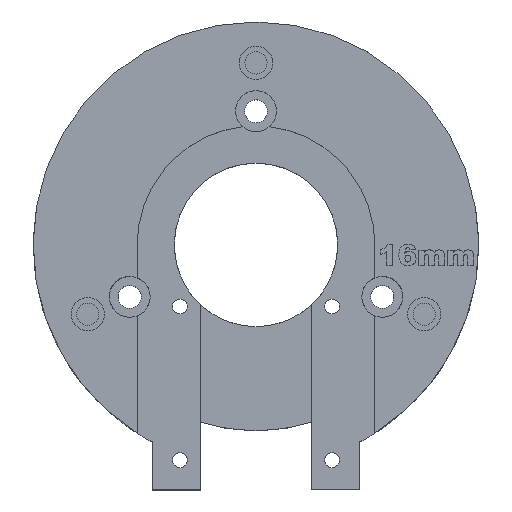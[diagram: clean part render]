
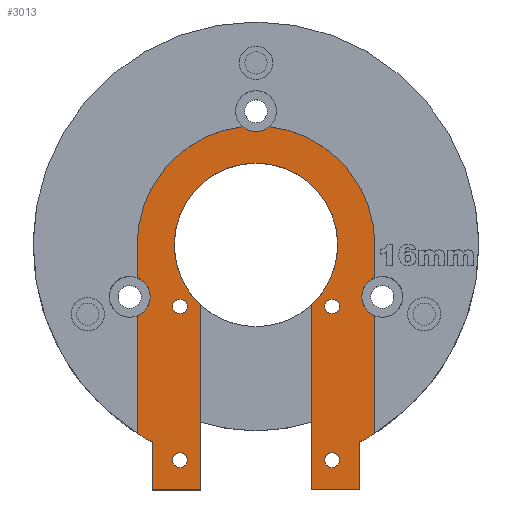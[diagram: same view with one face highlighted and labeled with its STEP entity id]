
A CAD part, top view. The second image highlights one B-rep face of the part: STEP entity #3013.
In plain terms, the highlighted planar face has unit normal (0, 0, 1).
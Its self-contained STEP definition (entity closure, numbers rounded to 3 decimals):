
#313=LINE('',#5749,#544);
#315=LINE('',#5753,#546);
#317=LINE('',#5757,#548);
#319=LINE('',#5761,#550);
#321=LINE('',#5765,#552);
#322=LINE('',#5767,#553);
#323=LINE('',#5769,#554);
#324=LINE('',#5773,#555);
#325=LINE('',#5775,#556);
#326=LINE('',#5776,#557);
#544=VECTOR('',#3655,10.);
#546=VECTOR('',#3659,10.);
#548=VECTOR('',#3663,10.);
#550=VECTOR('',#3667,10.);
#552=VECTOR('',#3671,10.);
#553=VECTOR('',#3672,10.);
#554=VECTOR('',#3673,10.);
#555=VECTOR('',#3676,10.);
#556=VECTOR('',#3677,10.);
#557=VECTOR('',#3678,10.);
#732=FACE_BOUND('',#1063,.T.);
#733=FACE_BOUND('',#1064,.T.);
#734=FACE_BOUND('',#1065,.T.);
#735=FACE_BOUND('',#1066,.T.);
#880=FACE_OUTER_BOUND('',#1062,.T.);
#1062=EDGE_LOOP('',(#2663,#2664,#2665,#2666,#2667,#2668,#2669,#2670,#2671,
#2672,#2673,#2674,#2675,#2676,#2677,#2678,#2679,#2680));
#1063=EDGE_LOOP('',(#2681));
#1064=EDGE_LOOP('',(#2682));
#1065=EDGE_LOOP('',(#2683));
#1066=EDGE_LOOP('',(#2684));
#1144=CIRCLE('',#3128,30.);
#1147=CIRCLE('',#3136,30.);
#1157=CIRCLE('',#3159,16.);
#1158=CIRCLE('',#3161,16.);
#1159=CIRCLE('',#3167,11.);
#1160=CIRCLE('',#3168,2.75);
#1161=CIRCLE('',#3169,2.75);
#1162=CIRCLE('',#3170,2.75);
#1163=CIRCLE('',#3171,1.);
#1164=CIRCLE('',#3172,1.);
#1165=CIRCLE('',#3173,1.);
#1166=CIRCLE('',#3174,1.);
#1430=VERTEX_POINT('',#5678);
#1431=VERTEX_POINT('',#5680);
#1433=VERTEX_POINT('',#5694);
#1434=VERTEX_POINT('',#5696);
#1444=VERTEX_POINT('',#5736);
#1445=VERTEX_POINT('',#5737);
#1446=VERTEX_POINT('',#5742);
#1447=VERTEX_POINT('',#5743);
#1448=VERTEX_POINT('',#5748);
#1449=VERTEX_POINT('',#5752);
#1450=VERTEX_POINT('',#5756);
#1451=VERTEX_POINT('',#5760);
#1452=VERTEX_POINT('',#5764);
#1453=VERTEX_POINT('',#5766);
#1454=VERTEX_POINT('',#5768);
#1455=VERTEX_POINT('',#5770);
#1456=VERTEX_POINT('',#5772);
#1457=VERTEX_POINT('',#5774);
#1458=VERTEX_POINT('',#5780);
#1459=VERTEX_POINT('',#5782);
#1460=VERTEX_POINT('',#5784);
#1461=VERTEX_POINT('',#5786);
#1831=EDGE_CURVE('',#1431,#1430,#1144,.T.);
#1839=EDGE_CURVE('',#1434,#1433,#1147,.T.);
#1856=EDGE_CURVE('',#1444,#1445,#1157,.T.);
#1859=EDGE_CURVE('',#1446,#1447,#1158,.T.);
#1862=EDGE_CURVE('',#1447,#1448,#313,.T.);
#1864=EDGE_CURVE('',#1449,#1431,#315,.T.);
#1866=EDGE_CURVE('',#1433,#1450,#317,.T.);
#1868=EDGE_CURVE('',#1451,#1444,#319,.T.);
#1870=EDGE_CURVE('',#1430,#1452,#321,.T.);
#1871=EDGE_CURVE('',#1452,#1453,#322,.T.);
#1872=EDGE_CURVE('',#1453,#1454,#323,.T.);
#1873=EDGE_CURVE('',#1454,#1455,#1159,.T.);
#1874=EDGE_CURVE('',#1455,#1456,#324,.T.);
#1875=EDGE_CURVE('',#1456,#1457,#325,.T.);
#1876=EDGE_CURVE('',#1457,#1434,#326,.T.);
#1877=EDGE_CURVE('',#1450,#1451,#1160,.T.);
#1878=EDGE_CURVE('',#1445,#1446,#1161,.T.);
#1879=EDGE_CURVE('',#1448,#1449,#1162,.T.);
#1880=EDGE_CURVE('',#1458,#1458,#1163,.T.);
#1881=EDGE_CURVE('',#1459,#1459,#1164,.T.);
#1882=EDGE_CURVE('',#1460,#1460,#1165,.T.);
#1883=EDGE_CURVE('',#1461,#1461,#1166,.T.);
#2663=ORIENTED_EDGE('',*,*,#1864,.T.);
#2664=ORIENTED_EDGE('',*,*,#1831,.T.);
#2665=ORIENTED_EDGE('',*,*,#1870,.T.);
#2666=ORIENTED_EDGE('',*,*,#1871,.T.);
#2667=ORIENTED_EDGE('',*,*,#1872,.T.);
#2668=ORIENTED_EDGE('',*,*,#1873,.T.);
#2669=ORIENTED_EDGE('',*,*,#1874,.T.);
#2670=ORIENTED_EDGE('',*,*,#1875,.T.);
#2671=ORIENTED_EDGE('',*,*,#1876,.T.);
#2672=ORIENTED_EDGE('',*,*,#1839,.T.);
#2673=ORIENTED_EDGE('',*,*,#1866,.T.);
#2674=ORIENTED_EDGE('',*,*,#1877,.T.);
#2675=ORIENTED_EDGE('',*,*,#1868,.T.);
#2676=ORIENTED_EDGE('',*,*,#1856,.T.);
#2677=ORIENTED_EDGE('',*,*,#1878,.T.);
#2678=ORIENTED_EDGE('',*,*,#1859,.T.);
#2679=ORIENTED_EDGE('',*,*,#1862,.T.);
#2680=ORIENTED_EDGE('',*,*,#1879,.T.);
#2681=ORIENTED_EDGE('',*,*,#1880,.T.);
#2682=ORIENTED_EDGE('',*,*,#1881,.T.);
#2683=ORIENTED_EDGE('',*,*,#1882,.T.);
#2684=ORIENTED_EDGE('',*,*,#1883,.T.);
#2863=PLANE('',#3166);
#3013=ADVANCED_FACE('',(#880,#732,#733,#734,#735),#2863,.T.);
#3128=AXIS2_PLACEMENT_3D('',#5681,#3569,#3570);
#3136=AXIS2_PLACEMENT_3D('',#5697,#3590,#3591);
#3159=AXIS2_PLACEMENT_3D('',#5738,#3643,#3644);
#3161=AXIS2_PLACEMENT_3D('',#5744,#3649,#3650);
#3166=AXIS2_PLACEMENT_3D('',#5763,#3669,#3670);
#3167=AXIS2_PLACEMENT_3D('',#5771,#3674,#3675);
#3168=AXIS2_PLACEMENT_3D('',#5777,#3679,#3680);
#3169=AXIS2_PLACEMENT_3D('',#5778,#3681,#3682);
#3170=AXIS2_PLACEMENT_3D('',#5779,#3683,#3684);
#3171=AXIS2_PLACEMENT_3D('',#5781,#3685,#3686);
#3172=AXIS2_PLACEMENT_3D('',#5783,#3687,#3688);
#3173=AXIS2_PLACEMENT_3D('',#5785,#3689,#3690);
#3174=AXIS2_PLACEMENT_3D('',#5787,#3691,#3692);
#3569=DIRECTION('center_axis',(0.,0.,
1.));
#3570=DIRECTION('ref_axis',(0.,-1.,0.));
#3590=DIRECTION('center_axis',(0.,0.,
1.));
#3591=DIRECTION('ref_axis',(0.,-1.,0.));
#3643=DIRECTION('center_axis',(0.,0.,
1.));
#3644=DIRECTION('ref_axis',(0.,-1.,0.));
#3649=DIRECTION('center_axis',(0.,0.,
1.));
#3650=DIRECTION('ref_axis',(0.,-1.,0.));
#3655=DIRECTION('',(0.,-1.,0.));
#3659=DIRECTION('',(0.,-1.,0.));
#3663=DIRECTION('',(0.,1.,0.));
#3667=DIRECTION('',(0.,1.,0.));
#3669=DIRECTION('center_axis',(0.,0.,
1.));
#3670=DIRECTION('ref_axis',(0.,-1.,0.));
#3671=DIRECTION('',(0.,-1.,0.));
#3672=DIRECTION('',(1.,0.,0.));
#3673=DIRECTION('',(0.,1.,0.));
#3674=DIRECTION('center_axis',(0.,0.,
-1.));
#3675=DIRECTION('ref_axis',(0.,-1.,0.));
#3676=DIRECTION('',(0.,-1.,0.));
#3677=DIRECTION('',(1.,0.,0.));
#3678=DIRECTION('',(0.,1.,0.));
#3679=DIRECTION('center_axis',(0.,0.,
-1.));
#3680=DIRECTION('ref_axis',(0.,-1.,0.));
#3681=DIRECTION('center_axis',(0.,0.,
-1.));
#3682=DIRECTION('ref_axis',(0.,-1.,0.));
#3683=DIRECTION('center_axis',(0.,0.,
-1.));
#3684=DIRECTION('ref_axis',(0.,-1.,0.));
#3685=DIRECTION('center_axis',(0.,0.,
-1.));
#3686=DIRECTION('ref_axis',(0.,-1.,0.));
#3687=DIRECTION('center_axis',(0.,0.,
-1.));
#3688=DIRECTION('ref_axis',(0.,-1.,0.));
#3689=DIRECTION('center_axis',(0.,0.,
-1.));
#3690=DIRECTION('ref_axis',(0.,-1.,0.));
#3691=DIRECTION('center_axis',(0.,0.,
-1.));
#3692=DIRECTION('ref_axis',(0.,-1.,0.));
#5678=CARTESIAN_POINT('',(-13.989,33.386,49.2));
#5680=CARTESIAN_POINT('',(-15.989,34.542,49.2));
#5681=CARTESIAN_POINT('Origin',(0.011,59.919,49.2));
#5694=CARTESIAN_POINT('',(16.011,34.542,49.2));
#5696=CARTESIAN_POINT('',(14.011,33.386,49.2));
#5697=CARTESIAN_POINT('Origin',(0.011,59.919,49.2));
#5736=CARTESIAN_POINT('',(16.011,59.919,49.2));
#5737=CARTESIAN_POINT('',(1.788,75.82,49.2));
#5738=CARTESIAN_POINT('Origin',(0.011,59.919,49.2));
#5742=CARTESIAN_POINT('',(-1.766,75.82,49.2));
#5743=CARTESIAN_POINT('',(-15.989,59.919,49.2));
#5744=CARTESIAN_POINT('Origin',(0.011,59.919,49.2));
#5748=CARTESIAN_POINT('',(-15.989,55.48,49.2));
#5749=CARTESIAN_POINT('',(-15.989,55.7,49.2));
#5752=CARTESIAN_POINT('',(-15.989,50.357,49.2));
#5753=CARTESIAN_POINT('',(-15.989,45.23,49.2));
#5756=CARTESIAN_POINT('',(16.011,50.357,49.2));
#5757=CARTESIAN_POINT('',(16.011,53.138,49.2));
#5760=CARTESIAN_POINT('',(16.011,55.48,49.2));
#5761=CARTESIAN_POINT('',(16.011,57.919,49.2));
#5763=CARTESIAN_POINT('Origin',(0.011,55.919,49.2));
#5764=CARTESIAN_POINT('',(-13.989,26.919,49.2));
#5765=CARTESIAN_POINT('',(-13.989,26.919,49.2));
#5766=CARTESIAN_POINT('',(-7.489,26.919,49.2));
#5767=CARTESIAN_POINT('',(14.011,26.919,49.2));
#5768=CARTESIAN_POINT('',(-7.489,51.872,49.2));
#5769=CARTESIAN_POINT('',(-7.489,23.256,49.2));
#5770=CARTESIAN_POINT('',(7.511,51.872,49.2));
#5771=CARTESIAN_POINT('Origin',(0.011,59.919,49.2));
#5772=CARTESIAN_POINT('',(7.511,26.919,49.2));
#5773=CARTESIAN_POINT('',(7.511,56.409,49.2));
#5774=CARTESIAN_POINT('',(14.011,26.919,49.2));
#5775=CARTESIAN_POINT('',(14.011,26.919,49.2));
#5776=CARTESIAN_POINT('',(14.011,42.919,49.2));
#5777=CARTESIAN_POINT('Origin',(17.011,52.919,49.2));
#5778=CARTESIAN_POINT('Origin',(0.011,77.919,49.2));
#5779=CARTESIAN_POINT('Origin',(-16.989,52.919,49.2));
#5780=CARTESIAN_POINT('',(10.261,52.619,49.2));
#5781=CARTESIAN_POINT('Origin',(10.261,51.619,49.2));
#5782=CARTESIAN_POINT('',(-10.239,52.619,49.2));
#5783=CARTESIAN_POINT('Origin',(-10.239,51.619,49.2));
#5784=CARTESIAN_POINT('',(-10.239,31.919,49.2));
#5785=CARTESIAN_POINT('Origin',(-10.239,30.919,49.2));
#5786=CARTESIAN_POINT('',(10.261,31.919,49.2));
#5787=CARTESIAN_POINT('Origin',(10.261,30.919,49.2));
